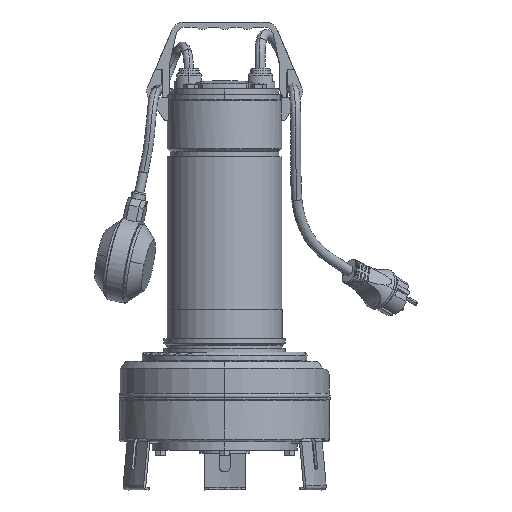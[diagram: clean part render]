
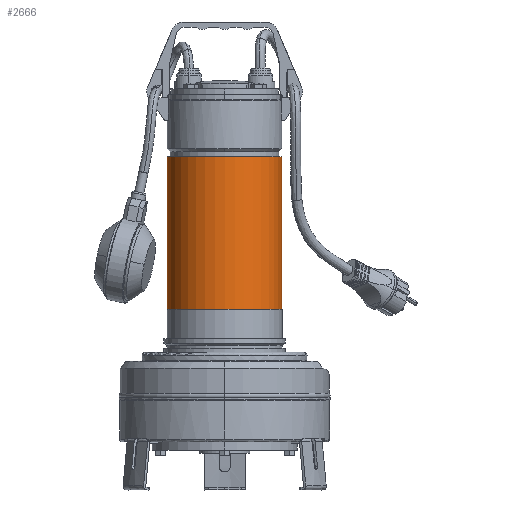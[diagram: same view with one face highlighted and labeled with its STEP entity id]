
A CAD part, left-side view. The second image highlights one B-rep face of the part: STEP entity #2666.
In plain terms, the highlighted cylindrical face has radius 56 mm (diameter 112 mm), a partial arc.
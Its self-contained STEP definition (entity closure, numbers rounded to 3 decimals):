
#357 = ORIENTED_EDGE ( 'NONE', *, *, #61129, .T. ) ;
#1007 = DIRECTION ( 'NONE',  ( 0., 0., -1. ) ) ;
#2666 = ADVANCED_FACE ( 'NONE', ( #69431 ), #38106, .T. ) ;
#2669 = CARTESIAN_POINT ( 'NONE',  ( 0., 0., 289.7 ) ) ;
#3800 = EDGE_LOOP ( 'NONE', ( #55752, #38714, #357, #34194 ) ) ;
#5596 = CARTESIAN_POINT ( 'NONE',  ( 0., 56., 289.7 ) ) ;
#7238 = AXIS2_PLACEMENT_3D ( 'NONE', #2669, #56082, #40619 ) ;
#8049 = AXIS2_PLACEMENT_3D ( 'NONE', #60526, #23589, #16605 ) ;
#10130 = VERTEX_POINT ( 'NONE', #11986 ) ;
#10148 = VECTOR ( 'NONE', #1007, 1000. ) ;
#10286 = VERTEX_POINT ( 'NONE', #56260 ) ;
#11986 = CARTESIAN_POINT ( 'NONE',  ( 0., 56., 140.7 ) ) ;
#16605 = DIRECTION ( 'NONE',  ( 0., 1., 0. ) ) ;
#19003 = EDGE_CURVE ( 'NONE', #33234, #27069, #37511, .T. ) ;
#23407 = EDGE_CURVE ( 'NONE', #10130, #10286, #29369, .T. ) ;
#23589 = DIRECTION ( 'NONE',  ( 0., 0., 1. ) ) ;
#26191 = CARTESIAN_POINT ( 'NONE',  ( 0., -56., 289.7 ) ) ;
#27069 = VERTEX_POINT ( 'NONE', #65678 ) ;
#27216 = LINE ( 'NONE', #26191, #27245 ) ;
#27245 = VECTOR ( 'NONE', #47636, 1000. ) ;
#29369 = CIRCLE ( 'NONE', #8049, 56. ) ;
#33234 = VERTEX_POINT ( 'NONE', #68535 ) ;
#34194 = ORIENTED_EDGE ( 'NONE', *, *, #23407, .T. ) ;
#37056 = DIRECTION ( 'NONE',  ( 0., 0., -1. ) ) ;
#37511 = CIRCLE ( 'NONE', #7238, 56. ) ;
#38106 = CYLINDRICAL_SURFACE ( 'NONE', #54130, 56. ) ;
#38714 = ORIENTED_EDGE ( 'NONE', *, *, #19003, .T. ) ;
#40619 = DIRECTION ( 'NONE',  ( 0., 1., 0. ) ) ;
#47636 = DIRECTION ( 'NONE',  ( 0., 0., -1. ) ) ;
#49360 = DIRECTION ( 'NONE',  ( 0., 1., 0. ) ) ;
#49880 = LINE ( 'NONE', #5596, #10148 ) ;
#54130 = AXIS2_PLACEMENT_3D ( 'NONE', #64523, #37056, #49360 ) ;
#55752 = ORIENTED_EDGE ( 'NONE', *, *, #68507, .F. ) ;
#56082 = DIRECTION ( 'NONE',  ( 0., 0., -1. ) ) ;
#56260 = CARTESIAN_POINT ( 'NONE',  ( 0., -56., 140.7 ) ) ;
#60526 = CARTESIAN_POINT ( 'NONE',  ( 0., 0., 140.7 ) ) ;
#61129 = EDGE_CURVE ( 'NONE', #27069, #10130, #49880, .T. ) ;
#64523 = CARTESIAN_POINT ( 'NONE',  ( 0., 0., 289.7 ) ) ;
#65678 = CARTESIAN_POINT ( 'NONE',  ( 0., 56., 289.7 ) ) ;
#68507 = EDGE_CURVE ( 'NONE', #33234, #10286, #27216, .T. ) ;
#68535 = CARTESIAN_POINT ( 'NONE',  ( 0., -56., 289.7 ) ) ;
#69431 = FACE_OUTER_BOUND ( 'NONE', #3800, .T. ) ;
